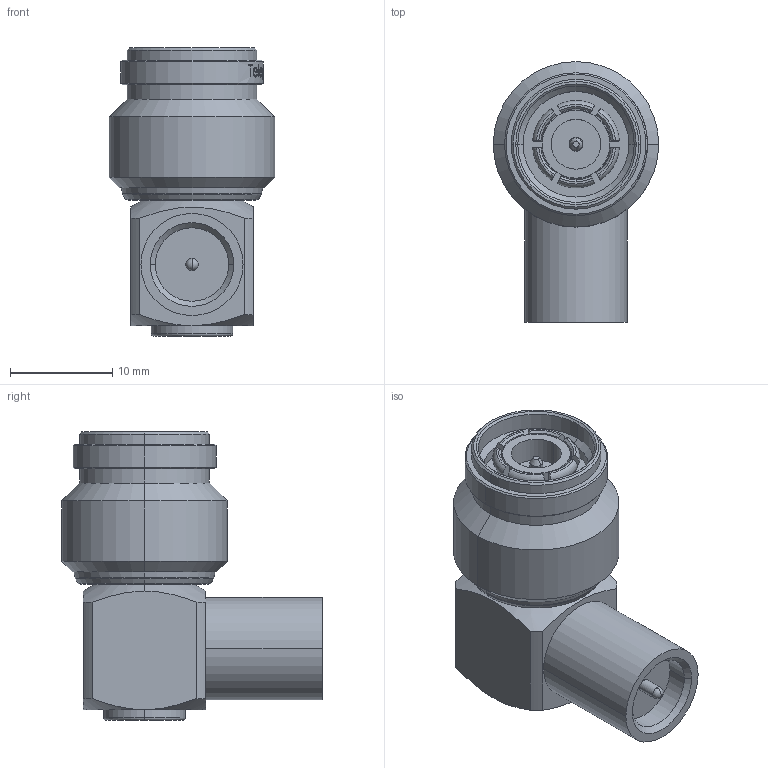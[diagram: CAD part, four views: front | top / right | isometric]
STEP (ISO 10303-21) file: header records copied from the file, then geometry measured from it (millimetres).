
FILE_DESCRIPTION (( 'STEP AP214' ), '1' );
FILE_NAME ('J01019A0012.STEP', '2018-11-21T10:24:11', ( '' ), ( '' ), 'SwSTEP 2.0', 'SolidWorks 2017', '' );
FILE_SCHEMA (( 'AUTOMOTIVE_DESIGN' ));
Length unit declared in the file: millimetre
Products named in the file (1): J01019A0012
Bounding box: 16.2 x 25.5 x 28.2 mm (x, y, z)
Volume: 4812.8 mm3; surface area: 2672.2 mm2
Topology: 1 solids, 3 shells, 313 faces, 779 edges, 504 vertices
Faces by surface type: plane 97, bspline 83, cylinder 70, cone 51, torus 10, sphere 2
Entity records: 18371 total; most frequent: CARTESIAN_POINT 8297, ORIENTED_EDGE 1554, DIRECTION 1103, EDGE_CURVE 777, VERTEX_POINT 504, AXIS2_PLACEMENT_3D 436, EDGE_LOOP 347, B_SPLINE_CURVE_WITH_KNOTS 327
